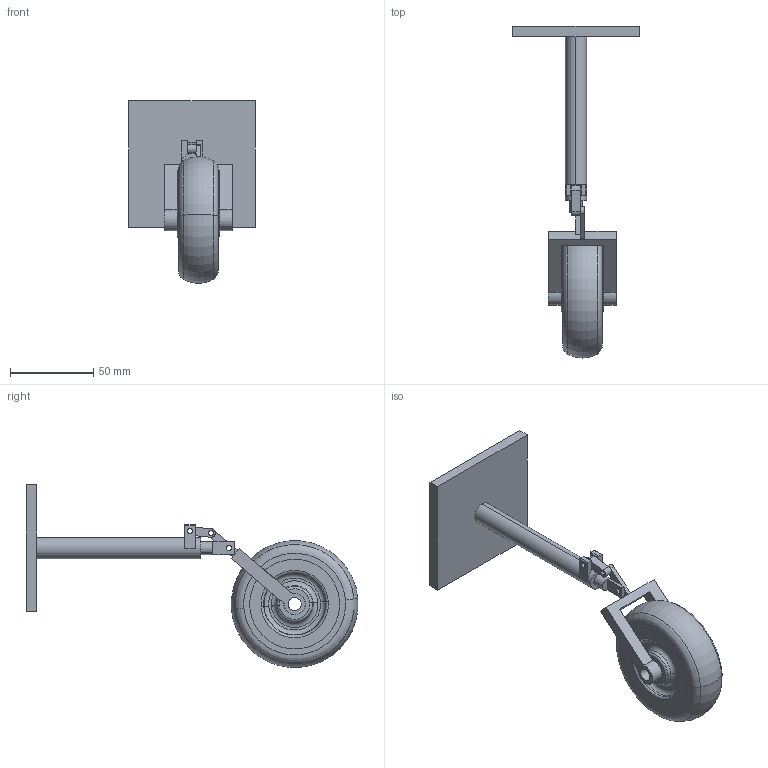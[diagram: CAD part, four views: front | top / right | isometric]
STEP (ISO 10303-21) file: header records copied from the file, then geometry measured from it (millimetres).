
FILE_DESCRIPTION (( 'STEP AP214' ), '1' );
FILE_NAME ('shock strut.STEP', '2025-04-20T06:44:44', ( '' ), ( '' ), 'SwSTEP 2.0', 'SolidWorks 2024', '' );
FILE_SCHEMA (( 'AUTOMOTIVE_DESIGN' ));
Length unit declared in the file: inch
Products named in the file (7): nose wheel_2497T21; main; shock strut; rocker 2; Part4^shock strut; rocker1; plate
Assembly tree (6 placements, depth 2):
  shock strut
    main
    rocker1
    rocker 2
    Part4^shock strut
    nose wheel_2497T21
    plate
Bounding box: 76.2 x 199.19 x 109.68 mm (x, y, z)
Volume: 150379.1 mm3; surface area: 51820.7 mm2
Topology: 8 solids, 8 shells, 174 faces, 416 edges, 266 vertices
Faces by surface type: cylinder 75, plane 54, torus 30, cone 12, bspline 3
Entity records: 7250 total; most frequent: CARTESIAN_POINT 2906, DIRECTION 907, ORIENTED_EDGE 832, EDGE_CURVE 416, AXIS2_PLACEMENT_3D 371, VERTEX_POINT 266, EDGE_LOOP 206, CIRCLE 191
